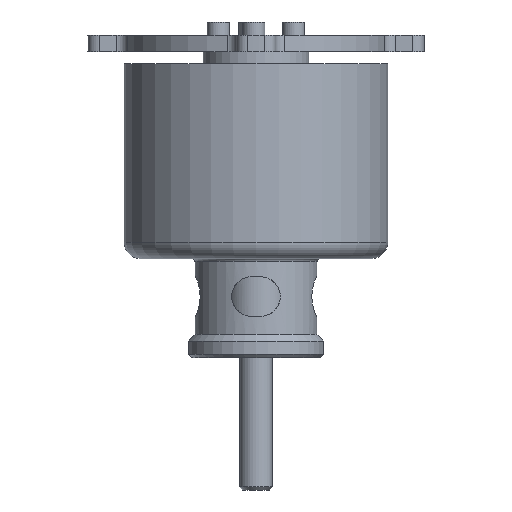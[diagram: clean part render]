
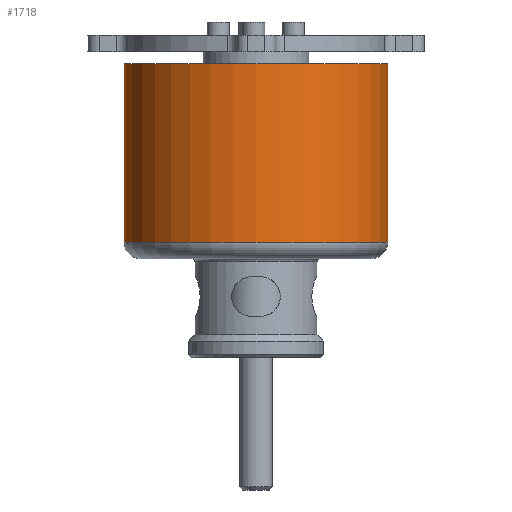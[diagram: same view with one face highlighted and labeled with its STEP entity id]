
A CAD part, front view. The second image highlights one B-rep face of the part: STEP entity #1718.
In plain terms, the highlighted cylindrical face has radius 40 mm (diameter 80 mm), a partial arc.
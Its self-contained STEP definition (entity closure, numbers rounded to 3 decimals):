
#57 = EDGE_LOOP ( 'NONE', ( #2214, #2299, #1128, #1426 ) ) ;
#80 = CARTESIAN_POINT ( 'NONE',  ( -40., 0., -62.8 ) ) ;
#352 = VERTEX_POINT ( 'NONE', #4197 ) ;
#393 = FACE_OUTER_BOUND ( 'NONE', #57, .T. ) ;
#676 = CARTESIAN_POINT ( 'NONE',  ( 0., 0., -8.6 ) ) ;
#1048 = DIRECTION ( 'NONE',  ( 1., 0., 0. ) ) ;
#1064 = EDGE_CURVE ( 'NONE', #352, #4501, #4599, .T. ) ;
#1128 = ORIENTED_EDGE ( 'NONE', *, *, #1064, .T. ) ;
#1251 = CIRCLE ( 'NONE', #1842, 40. ) ;
#1426 = ORIENTED_EDGE ( 'NONE', *, *, #2812, .F. ) ;
#1499 = CARTESIAN_POINT ( 'NONE',  ( 0., 0., -62.8 ) ) ;
#1718 = ADVANCED_FACE ( 'NONE', ( #393 ), #4269, .T. ) ;
#1842 = AXIS2_PLACEMENT_3D ( 'NONE', #1499, #4042, #1864 ) ;
#1864 = DIRECTION ( 'NONE',  ( 1., 0., 0. ) ) ;
#1885 = DIRECTION ( 'NONE',  ( 0., 0., 1. ) ) ;
#2214 = ORIENTED_EDGE ( 'NONE', *, *, #4461, .F. ) ;
#2221 = CARTESIAN_POINT ( 'NONE',  ( 40., 0., -8.6 ) ) ;
#2248 = VECTOR ( 'NONE', #1885, 1000. ) ;
#2299 = ORIENTED_EDGE ( 'NONE', *, *, #2384, .T. ) ;
#2384 = EDGE_CURVE ( 'NONE', #2998, #352, #1251, .T. ) ;
#2612 = DIRECTION ( 'NONE',  ( 0., 0., 1. ) ) ;
#2646 = VECTOR ( 'NONE', #2612, 1000. ) ;
#2713 = CARTESIAN_POINT ( 'NONE',  ( -40., 0., -8.6 ) ) ;
#2812 = EDGE_CURVE ( 'NONE', #3474, #4501, #2891, .T. ) ;
#2891 = CIRCLE ( 'NONE', #3373, 40. ) ;
#2998 = VERTEX_POINT ( 'NONE', #80 ) ;
#3209 = DIRECTION ( 'NONE',  ( 0., 0., 1. ) ) ;
#3225 = LINE ( 'NONE', #3308, #2248 ) ;
#3308 = CARTESIAN_POINT ( 'NONE',  ( -40., 0., 40. ) ) ;
#3373 = AXIS2_PLACEMENT_3D ( 'NONE', #676, #3209, #1048 ) ;
#3474 = VERTEX_POINT ( 'NONE', #2713 ) ;
#3707 = AXIS2_PLACEMENT_3D ( 'NONE', #3711, #4037, #4464 ) ;
#3711 = CARTESIAN_POINT ( 'NONE',  ( 0., 0., 40. ) ) ;
#4037 = DIRECTION ( 'NONE',  ( 0., 0., 1. ) ) ;
#4042 = DIRECTION ( 'NONE',  ( 0., 0., 1. ) ) ;
#4197 = CARTESIAN_POINT ( 'NONE',  ( 40., 0., -62.8 ) ) ;
#4269 = CYLINDRICAL_SURFACE ( 'NONE', #3707, 40. ) ;
#4461 = EDGE_CURVE ( 'NONE', #2998, #3474, #3225, .T. ) ;
#4464 = DIRECTION ( 'NONE',  ( 1., 0., 0. ) ) ;
#4501 = VERTEX_POINT ( 'NONE', #2221 ) ;
#4599 = LINE ( 'NONE', #4732, #2646 ) ;
#4732 = CARTESIAN_POINT ( 'NONE',  ( 40., 0., 40. ) ) ;
